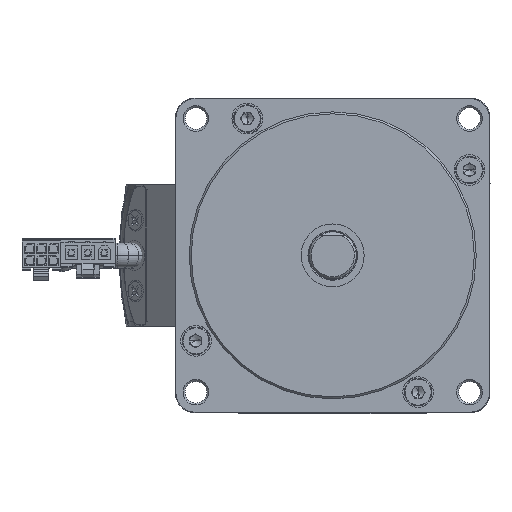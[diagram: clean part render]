
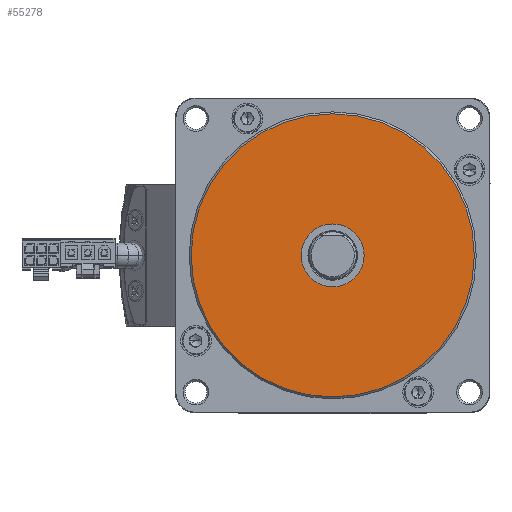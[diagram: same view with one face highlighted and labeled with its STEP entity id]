
A CAD part, top view. The second image highlights one B-rep face of the part: STEP entity #55278.
In plain terms, the highlighted face is planar.
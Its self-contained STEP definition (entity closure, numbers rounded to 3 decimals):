
#52806=CARTESIAN_POINT('',(0.,0.,0.));
#52807=DIRECTION('',(0.,1.,0.));
#52808=DIRECTION('',(0.,0.,1.));
#52809=AXIS2_PLACEMENT_3D('',#52806,#52807,#52808);
#52811=CARTESIAN_POINT('',(0.,0.,0.));
#52812=DIRECTION('',(0.,1.,0.));
#52813=DIRECTION('',(0.,0.,-1.));
#52814=AXIS2_PLACEMENT_3D('',#52811,#52812,#52813);
#52816=CARTESIAN_POINT('',(0.,0.,0.));
#52817=DIRECTION('',(0.,-1.,0.));
#52818=DIRECTION('',(0.,0.,-1.));
#52819=AXIS2_PLACEMENT_3D('',#52816,#52817,#52818);
#52821=CARTESIAN_POINT('',(0.,0.,0.));
#52822=DIRECTION('',(0.,-1.,0.));
#52823=DIRECTION('',(0.,0.,1.));
#52824=AXIS2_PLACEMENT_3D('',#52821,#52822,#52823);
#54757=CARTESIAN_POINT('',(0.,0.,36.));
#54758=CARTESIAN_POINT('',(0.,0.,-36.));
#54759=VERTEX_POINT('',#54757);
#54760=VERTEX_POINT('',#54758);
#54765=CARTESIAN_POINT('',(0.,0.,-8.));
#54766=CARTESIAN_POINT('',(0.,0.,8.));
#54767=VERTEX_POINT('',#54765);
#54768=VERTEX_POINT('',#54766);
#55262=CARTESIAN_POINT('',(0.,0.,8.));
#55263=DIRECTION('',(0.,-1.,0.));
#55264=DIRECTION('',(0.,0.,-1.));
#55265=AXIS2_PLACEMENT_3D('',#55262,#55263,#55264);
#55266=PLANE('',#55265);
#55267=ORIENTED_EDGE('',*,*,#55251,.T.);
#55269=ORIENTED_EDGE('',*,*,#55268,.T.);
#55270=EDGE_LOOP('',(#55267,#55269));
#55271=FACE_OUTER_BOUND('',#55270,.F.);
#55273=ORIENTED_EDGE('',*,*,#55272,.T.);
#55275=ORIENTED_EDGE('',*,*,#55274,.T.);
#55276=EDGE_LOOP('',(#55273,#55275));
#55277=FACE_BOUND('',#55276,.F.);
#55278=ADVANCED_FACE('',(#55271,#55277),#55266,.T.);
#52810=CIRCLE('',#52809,36.);
#52815=CIRCLE('',#52814,36.);
#52820=CIRCLE('',#52819,8.);
#52825=CIRCLE('',#52824,8.);
#55251=EDGE_CURVE('',#54759,#54760,#52810,.T.);
#55268=EDGE_CURVE('',#54760,#54759,#52815,.T.);
#55272=EDGE_CURVE('',#54767,#54768,#52820,.T.);
#55274=EDGE_CURVE('',#54768,#54767,#52825,.T.);
